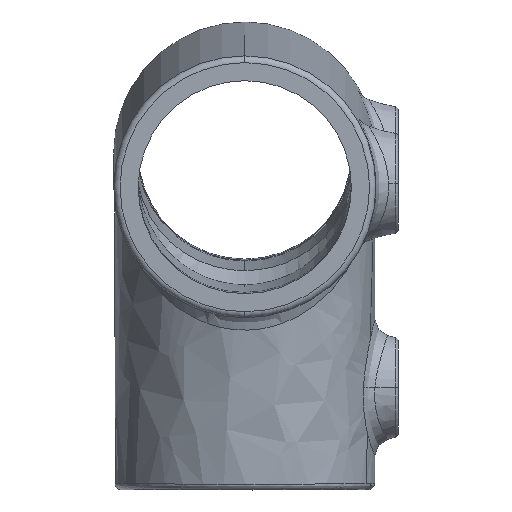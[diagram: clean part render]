
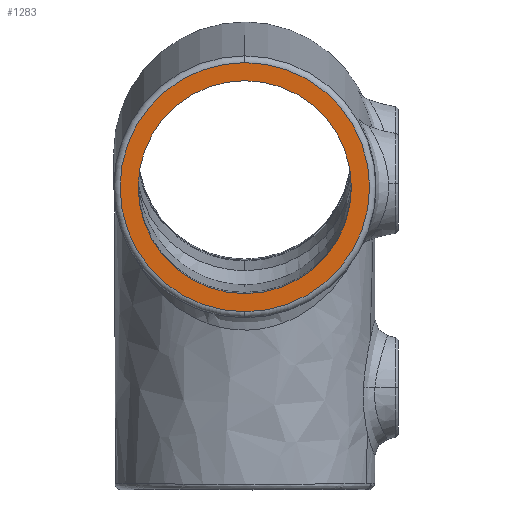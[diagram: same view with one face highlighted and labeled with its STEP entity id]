
A CAD part, top view. The second image highlights one B-rep face of the part: STEP entity #1283.
In plain terms, the highlighted planar face has unit normal (0, -0.052, 0.999).
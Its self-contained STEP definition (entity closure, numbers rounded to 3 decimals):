
#32 = AXIS2_PLACEMENT_3D ( 'NONE', #3419, #2279, #6341 ) ;
#210 = DIRECTION ( 'NONE',  ( 0., -0.052, 0.999 ) ) ;
#304 = DIRECTION ( 'NONE',  ( 0., -0.052, 0.999 ) ) ;
#542 = CARTESIAN_POINT ( 'NONE',  ( 0., 25.023, 81.421 ) ) ;
#543 = EDGE_LOOP ( 'NONE', ( #7524, #7333 ) ) ;
#550 = FACE_OUTER_BOUND ( 'NONE', #4456, .T. ) ;
#755 = CIRCLE ( 'NONE', #32, 29.25 ) ;
#888 = ORIENTED_EDGE ( 'NONE', *, *, #5254, .T. ) ;
#910 = PLANE ( 'NONE',  #2125 ) ;
#1012 = FACE_BOUND ( 'NONE', #543, .T. ) ;
#1045 = EDGE_CURVE ( 'NONE', #2261, #5094, #755, .T. ) ;
#1089 = CARTESIAN_POINT ( 'NONE',  ( 0., -4.187, 79.89 ) ) ;
#1147 = VERTEX_POINT ( 'NONE', #5331 ) ;
#1283 = ADVANCED_FACE ( 'NONE', ( #550, #1012 ), #910, .T. ) ;
#1618 = CARTESIAN_POINT ( 'NONE',  ( 0., -33.397, 78.36 ) ) ;
#1687 = DIRECTION ( 'NONE',  ( 0., -0.999, -0.052 ) ) ;
#1737 = CIRCLE ( 'NONE', #6122, 25. ) ;
#1980 = AXIS2_PLACEMENT_3D ( 'NONE', #1089, #7474, #1687 ) ;
#2125 = AXIS2_PLACEMENT_3D ( 'NONE', #6672, #304, #7308 ) ;
#2178 = VERTEX_POINT ( 'NONE', #2391 ) ;
#2261 = VERTEX_POINT ( 'NONE', #542 ) ;
#2279 = DIRECTION ( 'NONE',  ( 0., -0.052, 0.999 ) ) ;
#2391 = CARTESIAN_POINT ( 'NONE',  ( 0., 20.779, 81.199 ) ) ;
#2727 = ORIENTED_EDGE ( 'NONE', *, *, #1045, .T. ) ;
#3075 = CARTESIAN_POINT ( 'NONE',  ( 0., -4.187, 79.89 ) ) ;
#3202 = CIRCLE ( 'NONE', #1980, 29.25 ) ;
#3370 = EDGE_CURVE ( 'NONE', #1147, #2178, #6108, .T. ) ;
#3419 = CARTESIAN_POINT ( 'NONE',  ( 0., -4.187, 79.89 ) ) ;
#3500 = CARTESIAN_POINT ( 'NONE',  ( 0., -4.187, 79.89 ) ) ;
#4275 = DIRECTION ( 'NONE',  ( 0., -0.999, -0.052 ) ) ;
#4456 = EDGE_LOOP ( 'NONE', ( #888, #2727 ) ) ;
#4747 = DIRECTION ( 'NONE',  ( 0., -0.052, 0.999 ) ) ;
#5094 = VERTEX_POINT ( 'NONE', #1618 ) ;
#5254 = EDGE_CURVE ( 'NONE', #5094, #2261, #3202, .T. ) ;
#5330 = DIRECTION ( 'NONE',  ( 0., -0.999, -0.052 ) ) ;
#5331 = CARTESIAN_POINT ( 'NONE',  ( 0., -29.153, 78.582 ) ) ;
#5797 = EDGE_CURVE ( 'NONE', #2178, #1147, #1737, .T. ) ;
#6108 = CIRCLE ( 'NONE', #6797, 25. ) ;
#6122 = AXIS2_PLACEMENT_3D ( 'NONE', #3075, #210, #4275 ) ;
#6341 = DIRECTION ( 'NONE',  ( 0., -0.999, -0.052 ) ) ;
#6672 = CARTESIAN_POINT ( 'NONE',  ( 0., -4.187, 79.89 ) ) ;
#6797 = AXIS2_PLACEMENT_3D ( 'NONE', #3500, #4747, #5330 ) ;
#7308 = DIRECTION ( 'NONE',  ( 0., -0.999, -0.052 ) ) ;
#7333 = ORIENTED_EDGE ( 'NONE', *, *, #5797, .F. ) ;
#7474 = DIRECTION ( 'NONE',  ( 0., -0.052, 0.999 ) ) ;
#7524 = ORIENTED_EDGE ( 'NONE', *, *, #3370, .F. ) ;
